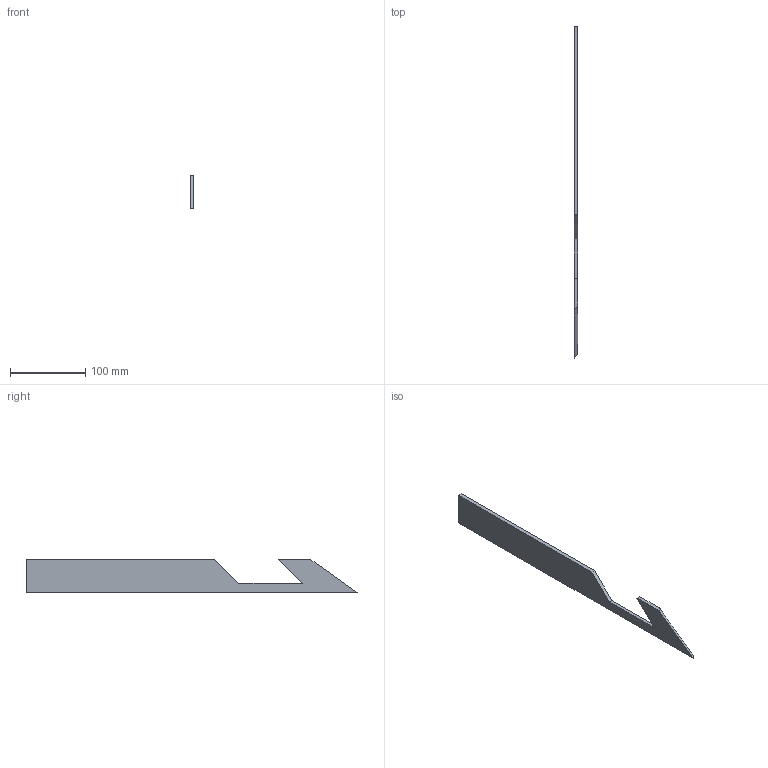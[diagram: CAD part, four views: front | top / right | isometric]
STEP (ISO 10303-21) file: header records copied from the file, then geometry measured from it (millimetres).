
FILE_DESCRIPTION(('FreeCAD Model'),'2;1');
FILE_NAME('Open CASCADE Shape Model','2025-10-31T14:40:16',( 'Benjamin W.'),('Chronic Mechatronic'), 'Open CASCADE STEP processor 7.8','FreeCAD','Unknown');
FILE_SCHEMA(('AUTOMOTIVE_DESIGN { 1 0 10303 214 1 1 1 1 }'));
Length unit declared in the file: millimetre
Products named in the file (1): side panel R
Bounding box: 5 x 439.71 x 45 mm (x, y, z)
Volume: 77624.5 mm3; surface area: 36234.1 mm2
Topology: 1 solids, 1 shells, 10 faces, 24 edges, 16 vertices
Faces by surface type: plane 9, bspline 1
Entity records: 343 total; most frequent: CARTESIAN_POINT 93, ORIENTED_EDGE 48, DIRECTION 41, EDGE_CURVE 24, LINE 21, VECTOR 21, VERTEX_POINT 16, AXIS2_PLACEMENT_3D 10
